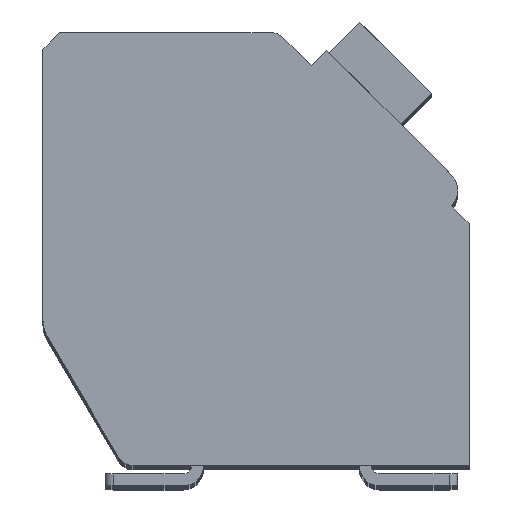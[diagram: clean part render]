
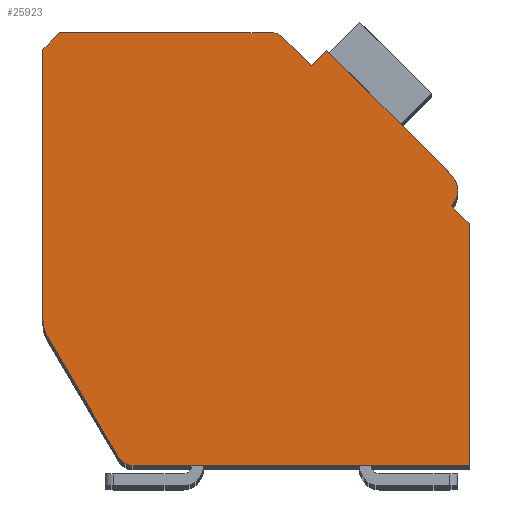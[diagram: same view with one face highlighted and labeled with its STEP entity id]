
A CAD part, top view. The second image highlights one B-rep face of the part: STEP entity #25923.
In plain terms, the highlighted planar face has unit normal (0, 0, 1).
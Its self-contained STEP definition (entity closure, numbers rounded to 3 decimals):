
#521=DIRECTION('',(0.,-1.,0.));
#522=VECTOR('',#521,8.053);
#523=CARTESIAN_POINT('',(-12.7,12.4,2.1));
#524=LINE('',#523,#522);
#525=DIRECTION('',(-0.707,-0.707,0.));
#526=VECTOR('',#525,0.707);
#527=CARTESIAN_POINT('',(-12.2,12.9,2.1));
#528=LINE('',#527,#526);
#529=DIRECTION('',(-1.,0.,0.));
#530=VECTOR('',#529,6.298);
#531=CARTESIAN_POINT('',(-5.902,12.9,2.1));
#532=LINE('',#531,#530);
#533=CARTESIAN_POINT('',(-5.902,12.4,2.1));
#534=DIRECTION('',(0.,0.,1.));
#535=DIRECTION('',(0.707,0.707,0.));
#536=AXIS2_PLACEMENT_3D('',#533,#534,#535);
#538=DIRECTION('',(-0.707,0.707,0.));
#539=VECTOR('',#538,1.197);
#540=CARTESIAN_POINT('',(-4.702,11.907,2.1));
#541=LINE('',#540,#539);
#542=DIRECTION('',(-0.707,-0.707,0.));
#543=VECTOR('',#542,0.65);
#544=CARTESIAN_POINT('',(-4.243,12.367,2.1));
#545=LINE('',#544,#543);
#546=DIRECTION('',(-0.707,0.707,0.));
#547=VECTOR('',#546,5.25);
#548=CARTESIAN_POINT('',(-0.53,8.655,2.1));
#549=LINE('',#548,#547);
#550=CARTESIAN_POINT('',(-0.99,8.195,2.1));
#551=DIRECTION('',(0.,0.,1.));
#552=DIRECTION('',(0.707,-0.707,0.));
#553=AXIS2_PLACEMENT_3D('',#550,#551,#552);
#555=DIRECTION('',(-0.707,0.707,0.));
#556=VECTOR('',#555,0.75);
#557=CARTESIAN_POINT('',(0.,7.205,2.1));
#558=LINE('',#557,#556);
#559=DIRECTION('',(0.,1.,0.));
#560=VECTOR('',#559,7.205);
#561=CARTESIAN_POINT('',(0.,0.,2.1));
#562=LINE('',#561,#560);
#563=DIRECTION('',(1.,0.,0.));
#564=VECTOR('',#563,10.014);
#565=CARTESIAN_POINT('',(-10.014,0.,2.1));
#566=LINE('',#565,#564);
#567=CARTESIAN_POINT('',(-10.014,0.5,2.1));
#568=DIRECTION('',(0.,0.,1.));
#569=DIRECTION('',(-0.862,-0.508,0.));
#570=AXIS2_PLACEMENT_3D('',#567,#568,#569);
#572=DIRECTION('',(0.508,-0.862,0.));
#573=VECTOR('',#572,4.17);
#574=CARTESIAN_POINT('',(-12.562,3.839,2.1));
#575=LINE('',#574,#573);
#576=CARTESIAN_POINT('',(-11.7,4.347,2.1));
#577=DIRECTION('',(0.,0.,1.));
#578=DIRECTION('',(-1.,0.,0.));
#579=AXIS2_PLACEMENT_3D('',#576,#577,#578);
#19517=CARTESIAN_POINT('',(-12.7,12.4,2.1));
#19518=CARTESIAN_POINT('',(-12.7,4.347,2.1));
#19519=VERTEX_POINT('',#19517);
#19520=VERTEX_POINT('',#19518);
#19521=CARTESIAN_POINT('',(-12.562,3.839,2.1));
#19522=VERTEX_POINT('',#19521);
#19523=CARTESIAN_POINT('',(-10.445,0.246,2.1));
#19524=VERTEX_POINT('',#19523);
#19525=CARTESIAN_POINT('',(-10.014,0.,2.1));
#19526=VERTEX_POINT('',#19525);
#19527=CARTESIAN_POINT('',(0.,0.,2.1));
#19528=VERTEX_POINT('',#19527);
#19529=CARTESIAN_POINT('',(0.,7.205,2.1));
#19530=VERTEX_POINT('',#19529);
#19531=CARTESIAN_POINT('',(-0.53,7.735,2.1));
#19532=VERTEX_POINT('',#19531);
#19533=CARTESIAN_POINT('',(-0.53,8.655,2.1));
#19534=VERTEX_POINT('',#19533);
#19535=CARTESIAN_POINT('',(-4.243,12.367,2.1));
#19536=VERTEX_POINT('',#19535);
#19537=CARTESIAN_POINT('',(-4.702,11.907,2.1));
#19538=VERTEX_POINT('',#19537);
#19539=CARTESIAN_POINT('',(-5.548,12.754,2.1));
#19540=VERTEX_POINT('',#19539);
#19541=CARTESIAN_POINT('',(-5.902,12.9,2.1));
#19542=VERTEX_POINT('',#19541);
#19543=CARTESIAN_POINT('',(-12.2,12.9,2.1));
#19544=VERTEX_POINT('',#19543);
#25890=CARTESIAN_POINT('',(0.,0.,2.1));
#25891=DIRECTION('',(0.,0.,1.));
#25892=DIRECTION('',(1.,0.,0.));
#25893=AXIS2_PLACEMENT_3D('',#25890,#25891,#25892);
#25894=PLANE('',#25893);
#25895=ORIENTED_EDGE('',*,*,#25393,.F.);
#25897=ORIENTED_EDGE('',*,*,#25896,.F.);
#25899=ORIENTED_EDGE('',*,*,#25898,.F.);
#25901=ORIENTED_EDGE('',*,*,#25900,.F.);
#25903=ORIENTED_EDGE('',*,*,#25902,.F.);
#25905=ORIENTED_EDGE('',*,*,#25904,.F.);
#25907=ORIENTED_EDGE('',*,*,#25906,.F.);
#25909=ORIENTED_EDGE('',*,*,#25908,.F.);
#25911=ORIENTED_EDGE('',*,*,#25910,.F.);
#25913=ORIENTED_EDGE('',*,*,#25912,.F.);
#25915=ORIENTED_EDGE('',*,*,#25914,.F.);
#25917=ORIENTED_EDGE('',*,*,#25916,.F.);
#25919=ORIENTED_EDGE('',*,*,#25918,.F.);
#25920=ORIENTED_EDGE('',*,*,#25583,.F.);
#25921=EDGE_LOOP('',(#25895,#25897,#25899,#25901,#25903,#25905,#25907,#25909,
#25911,#25913,#25915,#25917,#25919,#25920));
#25922=FACE_OUTER_BOUND('',#25921,.F.);
#537=CIRCLE('',#536,0.5);
#554=CIRCLE('',#553,0.65);
#571=CIRCLE('',#570,0.5);
#580=CIRCLE('',#579,1.);
#25393=EDGE_CURVE('',#19519,#19520,#524,.T.);
#25583=EDGE_CURVE('',#19520,#19522,#580,.T.);
#25896=EDGE_CURVE('',#19544,#19519,#528,.T.);
#25898=EDGE_CURVE('',#19542,#19544,#532,.T.);
#25900=EDGE_CURVE('',#19540,#19542,#537,.T.);
#25902=EDGE_CURVE('',#19538,#19540,#541,.T.);
#25904=EDGE_CURVE('',#19536,#19538,#545,.T.);
#25906=EDGE_CURVE('',#19534,#19536,#549,.T.);
#25908=EDGE_CURVE('',#19532,#19534,#554,.T.);
#25910=EDGE_CURVE('',#19530,#19532,#558,.T.);
#25912=EDGE_CURVE('',#19528,#19530,#562,.T.);
#25914=EDGE_CURVE('',#19526,#19528,#566,.T.);
#25916=EDGE_CURVE('',#19524,#19526,#571,.T.);
#25918=EDGE_CURVE('',#19522,#19524,#575,.T.);
#25923=ADVANCED_FACE('',(#25922),#25894,.T.);
